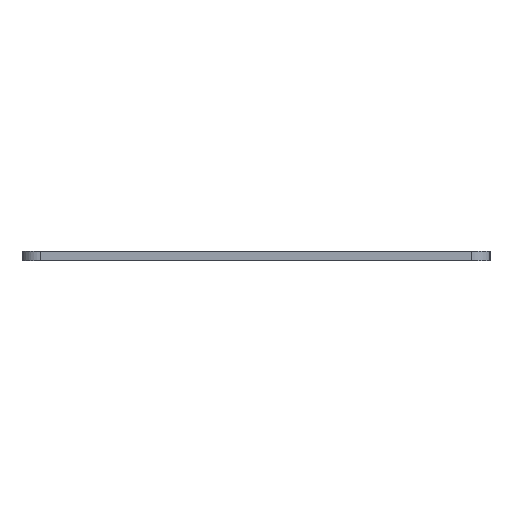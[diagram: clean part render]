
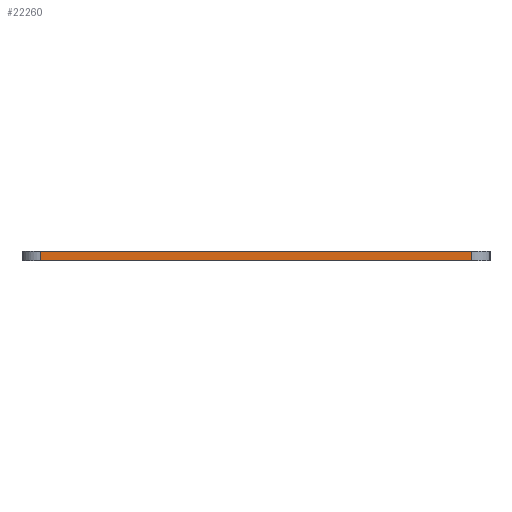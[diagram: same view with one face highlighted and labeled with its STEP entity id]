
A CAD part, left-side view. The second image highlights one B-rep face of the part: STEP entity #22260.
In plain terms, the highlighted planar face has unit normal (-1, 0, 0).
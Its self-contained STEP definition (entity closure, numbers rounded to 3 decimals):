
#84 = PLANE('',#85);
#85 = AXIS2_PLACEMENT_3D('',#86,#87,#88);
#86 = CARTESIAN_POINT('',(150.258,-67.217,1.6));
#87 = DIRECTION('',(0.,0.,1.));
#88 = DIRECTION('',(1.,0.,0.));
#139 = PLANE('',#140);
#140 = AXIS2_PLACEMENT_3D('',#141,#142,#143);
#141 = CARTESIAN_POINT('',(150.258,-67.217,0.));
#142 = DIRECTION('',(0.,0.,1.));
#143 = DIRECTION('',(1.,0.,0.));
#248 = CYLINDRICAL_SURFACE('',#249,3.);
#249 = AXIS2_PLACEMENT_3D('',#250,#251,#252);
#250 = CARTESIAN_POINT('',(31.565,-32.117,0.));
#251 = DIRECTION('',(0.,0.,-1.));
#252 = DIRECTION('',(1.,0.,0.));
#309 = VERTEX_POINT('',#310);
#310 = CARTESIAN_POINT('',(28.565,-32.117,0.));
#332 = EDGE_CURVE('',#333,#309,#335,.T.);
#333 = VERTEX_POINT('',#334);
#334 = CARTESIAN_POINT('',(28.565,-102.317,0.));
#335 = SURFACE_CURVE('',#336,(#340,#347),.PCURVE_S1.);
#336 = LINE('',#337,#338);
#337 = CARTESIAN_POINT('',(28.565,-102.317,0.));
#338 = VECTOR('',#339,1.);
#339 = DIRECTION('',(0.,1.,0.));
#340 = PCURVE('',#139,#341);
#341 = DEFINITIONAL_REPRESENTATION('',(#342),#346);
#342 = LINE('',#343,#344);
#343 = CARTESIAN_POINT('',(-121.694,-35.1));
#344 = VECTOR('',#345,1.);
#345 = DIRECTION('',(0.,1.));
#346 = ( GEOMETRIC_REPRESENTATION_CONTEXT(2) 
PARAMETRIC_REPRESENTATION_CONTEXT() REPRESENTATION_CONTEXT('2D SPACE',''
  ) );
#347 = PCURVE('',#348,#353);
#348 = PLANE('',#349);
#349 = AXIS2_PLACEMENT_3D('',#350,#351,#352);
#350 = CARTESIAN_POINT('',(28.565,-102.317,0.));
#351 = DIRECTION('',(-1.,0.,0.));
#352 = DIRECTION('',(0.,1.,0.));
#353 = DEFINITIONAL_REPRESENTATION('',(#354),#358);
#354 = LINE('',#355,#356);
#355 = CARTESIAN_POINT('',(0.,0.));
#356 = VECTOR('',#357,1.);
#357 = DIRECTION('',(1.,0.));
#358 = ( GEOMETRIC_REPRESENTATION_CONTEXT(2) 
PARAMETRIC_REPRESENTATION_CONTEXT() REPRESENTATION_CONTEXT('2D SPACE',''
  ) );
#377 = CYLINDRICAL_SURFACE('',#378,3.);
#378 = AXIS2_PLACEMENT_3D('',#379,#380,#381);
#379 = CARTESIAN_POINT('',(31.565,-102.317,0.));
#380 = DIRECTION('',(0.,0.,-1.));
#381 = DIRECTION('',(1.,0.,0.));
#12285 = VERTEX_POINT('',#12286);
#12286 = CARTESIAN_POINT('',(28.565,-32.117,1.6));
#12308 = EDGE_CURVE('',#12309,#12285,#12311,.T.);
#12309 = VERTEX_POINT('',#12310);
#12310 = CARTESIAN_POINT('',(28.565,-102.317,1.6));
#12311 = SURFACE_CURVE('',#12312,(#12316,#12323),.PCURVE_S1.);
#12312 = LINE('',#12313,#12314);
#12313 = CARTESIAN_POINT('',(28.565,-102.317,1.6));
#12314 = VECTOR('',#12315,1.);
#12315 = DIRECTION('',(0.,1.,0.));
#12316 = PCURVE('',#84,#12317);
#12317 = DEFINITIONAL_REPRESENTATION('',(#12318),#12322);
#12318 = LINE('',#12319,#12320);
#12319 = CARTESIAN_POINT('',(-121.694,-35.1));
#12320 = VECTOR('',#12321,1.);
#12321 = DIRECTION('',(0.,1.));
#12322 = ( GEOMETRIC_REPRESENTATION_CONTEXT(2) 
PARAMETRIC_REPRESENTATION_CONTEXT() REPRESENTATION_CONTEXT('2D SPACE',''
  ) );
#12323 = PCURVE('',#348,#12324);
#12324 = DEFINITIONAL_REPRESENTATION('',(#12325),#12329);
#12325 = LINE('',#12326,#12327);
#12326 = CARTESIAN_POINT('',(0.,-1.6));
#12327 = VECTOR('',#12328,1.);
#12328 = DIRECTION('',(1.,0.));
#12329 = ( GEOMETRIC_REPRESENTATION_CONTEXT(2) 
PARAMETRIC_REPRESENTATION_CONTEXT() REPRESENTATION_CONTEXT('2D SPACE',''
  ) );
#22212 = EDGE_CURVE('',#309,#12285,#22213,.T.);
#22213 = SURFACE_CURVE('',#22214,(#22218,#22225),.PCURVE_S1.);
#22214 = LINE('',#22215,#22216);
#22215 = CARTESIAN_POINT('',(28.565,-32.117,0.));
#22216 = VECTOR('',#22217,1.);
#22217 = DIRECTION('',(0.,0.,1.));
#22218 = PCURVE('',#248,#22219);
#22219 = DEFINITIONAL_REPRESENTATION('',(#22220),#22224);
#22220 = LINE('',#22221,#22222);
#22221 = CARTESIAN_POINT('',(-3.142,0.));
#22222 = VECTOR('',#22223,1.);
#22223 = DIRECTION('',(0.,-1.));
#22224 = ( GEOMETRIC_REPRESENTATION_CONTEXT(2) 
PARAMETRIC_REPRESENTATION_CONTEXT() REPRESENTATION_CONTEXT('2D SPACE',''
  ) );
#22225 = PCURVE('',#348,#22226);
#22226 = DEFINITIONAL_REPRESENTATION('',(#22227),#22231);
#22227 = LINE('',#22228,#22229);
#22228 = CARTESIAN_POINT('',(70.2,0.));
#22229 = VECTOR('',#22230,1.);
#22230 = DIRECTION('',(0.,-1.));
#22231 = ( GEOMETRIC_REPRESENTATION_CONTEXT(2) 
PARAMETRIC_REPRESENTATION_CONTEXT() REPRESENTATION_CONTEXT('2D SPACE',''
  ) );
#22260 = ADVANCED_FACE('',(#22261),#348,.T.);
#22261 = FACE_BOUND('',#22262,.T.);
#22262 = EDGE_LOOP('',(#22263,#22284,#22285,#22286));
#22263 = ORIENTED_EDGE('',*,*,#22264,.T.);
#22264 = EDGE_CURVE('',#333,#12309,#22265,.T.);
#22265 = SURFACE_CURVE('',#22266,(#22270,#22277),.PCURVE_S1.);
#22266 = LINE('',#22267,#22268);
#22267 = CARTESIAN_POINT('',(28.565,-102.317,0.));
#22268 = VECTOR('',#22269,1.);
#22269 = DIRECTION('',(0.,0.,1.));
#22270 = PCURVE('',#348,#22271);
#22271 = DEFINITIONAL_REPRESENTATION('',(#22272),#22276);
#22272 = LINE('',#22273,#22274);
#22273 = CARTESIAN_POINT('',(0.,0.));
#22274 = VECTOR('',#22275,1.);
#22275 = DIRECTION('',(0.,-1.));
#22276 = ( GEOMETRIC_REPRESENTATION_CONTEXT(2) 
PARAMETRIC_REPRESENTATION_CONTEXT() REPRESENTATION_CONTEXT('2D SPACE',''
  ) );
#22277 = PCURVE('',#377,#22278);
#22278 = DEFINITIONAL_REPRESENTATION('',(#22279),#22283);
#22279 = LINE('',#22280,#22281);
#22280 = CARTESIAN_POINT('',(-3.142,0.));
#22281 = VECTOR('',#22282,1.);
#22282 = DIRECTION('',(0.,-1.));
#22283 = ( GEOMETRIC_REPRESENTATION_CONTEXT(2) 
PARAMETRIC_REPRESENTATION_CONTEXT() REPRESENTATION_CONTEXT('2D SPACE',''
  ) );
#22284 = ORIENTED_EDGE('',*,*,#12308,.T.);
#22285 = ORIENTED_EDGE('',*,*,#22212,.F.);
#22286 = ORIENTED_EDGE('',*,*,#332,.F.);
